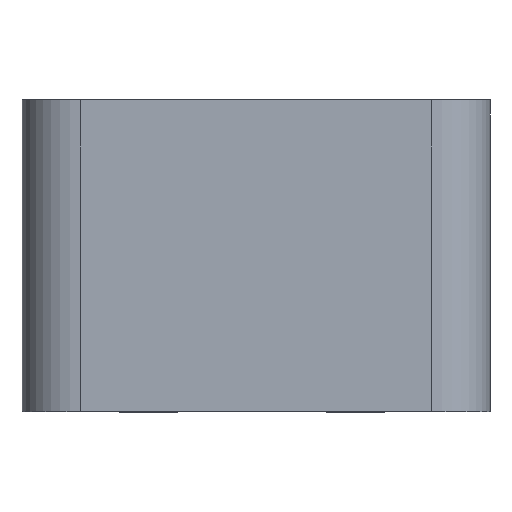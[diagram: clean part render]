
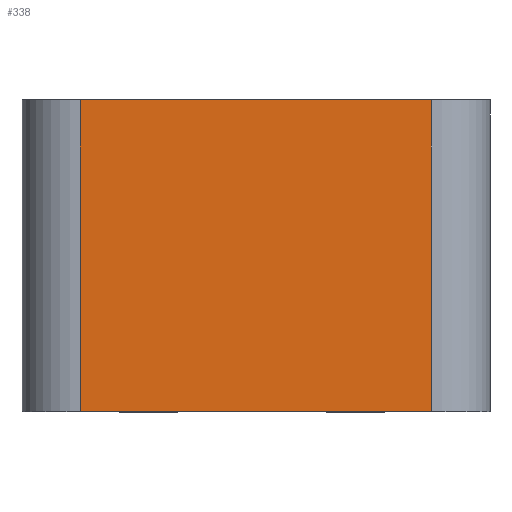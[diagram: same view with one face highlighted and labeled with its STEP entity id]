
A CAD part, top view. The second image highlights one B-rep face of the part: STEP entity #338.
In plain terms, the highlighted planar face has unit normal (0, 0, 1).
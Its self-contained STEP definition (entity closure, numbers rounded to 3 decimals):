
#15=PLANE('',#378);
#32=FACE_OUTER_BOUND('',#50,.T.);
#50=EDGE_LOOP('',(#243,#244,#245,#246));
#68=LINE('',#496,#112);
#69=LINE('',#499,#113);
#70=LINE('',#501,#114);
#71=LINE('',#502,#115);
#112=VECTOR('',#406,10.);
#113=VECTOR('',#409,10.);
#114=VECTOR('',#410,10.);
#115=VECTOR('',#411,10.);
#159=VERTEX_POINT('',#489);
#162=VERTEX_POINT('',#494);
#163=VERTEX_POINT('',#498);
#164=VERTEX_POINT('',#500);
#194=EDGE_CURVE('',#159,#162,#68,.T.);
#195=EDGE_CURVE('',#163,#159,#69,.T.);
#196=EDGE_CURVE('',#164,#162,#70,.T.);
#197=EDGE_CURVE('',#163,#164,#71,.T.);
#243=ORIENTED_EDGE('',*,*,#195,.T.);
#244=ORIENTED_EDGE('',*,*,#194,.T.);
#245=ORIENTED_EDGE('',*,*,#196,.F.);
#246=ORIENTED_EDGE('',*,*,#197,.F.);
#338=ADVANCED_FACE('',(#32),#15,.T.);
#378=AXIS2_PLACEMENT_3D('',#497,#407,#408);
#406=DIRECTION('',(0.,1.,0.));
#407=DIRECTION('center_axis',(0.,0.,1.));
#408=DIRECTION('ref_axis',(1.,0.,0.));
#409=DIRECTION('',(1.,0.,0.));
#410=DIRECTION('',(1.,0.,0.));
#411=DIRECTION('',(0.,1.,0.));
#489=CARTESIAN_POINT('',(4.5,0.,1.5));
#494=CARTESIAN_POINT('',(4.5,8.,1.5));
#496=CARTESIAN_POINT('',(4.5,0.,1.5));
#497=CARTESIAN_POINT('Origin',(-4.5,0.,1.5));
#498=CARTESIAN_POINT('',(-4.5,0.,1.5));
#499=CARTESIAN_POINT('',(-4.5,0.,1.5));
#500=CARTESIAN_POINT('',(-4.5,8.,1.5));
#501=CARTESIAN_POINT('',(-4.5,8.,1.5));
#502=CARTESIAN_POINT('',(-4.5,0.,1.5));
